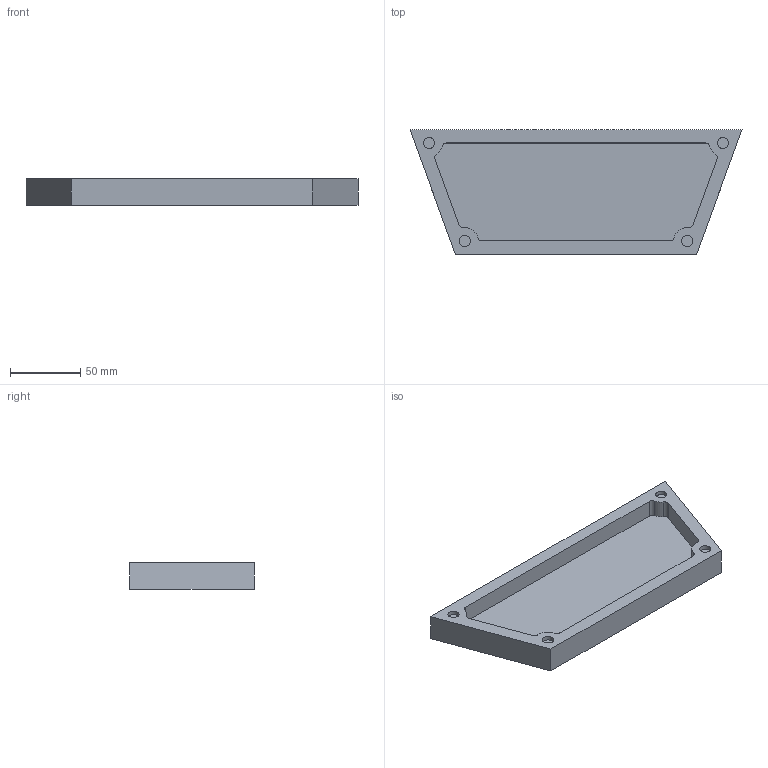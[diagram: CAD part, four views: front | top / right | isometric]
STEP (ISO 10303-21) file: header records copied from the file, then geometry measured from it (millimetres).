
FILE_DESCRIPTION(/* description */ (''),/* implementation_level */ '2;1');
FILE_NAME(/* name */ 'new_proportions_top v7.step',/* time_stamp */ '2022-10-17T16:00:01-04:00',/* author */ (''),/* organization */ (''),/* preprocessor_version */ 'ST-DEVELOPER v19',/* originating_system */ 'Autodesk Translation Framework v11.7.0.108',/* authorisation */ '');
FILE_SCHEMA (('AUTOMOTIVE_DESIGN { 1 0 10303 214 3 1 1 }'));
Length unit declared in the file: inch
Products named in the file (2): new_proportions_top; Component1
Assembly tree (1 placements, depth 2):
  new_proportions_top
    Component1
Bounding box: 236.01 x 88.69 x 19.05 mm (x, y, z)
Volume: 185131.6 mm3; surface area: 54030.9 mm2
Topology: 1 solids, 1 shells, 31 faces, 72 edges, 48 vertices
Faces by surface type: cylinder 16, plane 15
Full cylindrical faces by diameter (mm): 7.95 x4
Entity records: 953 total; most frequent: DIRECTION 172, CARTESIAN_POINT 154, ORIENTED_EDGE 144, EDGE_CURVE 72, AXIS2_PLACEMENT_3D 66, VERTEX_POINT 48, LINE 40, VECTOR 40
